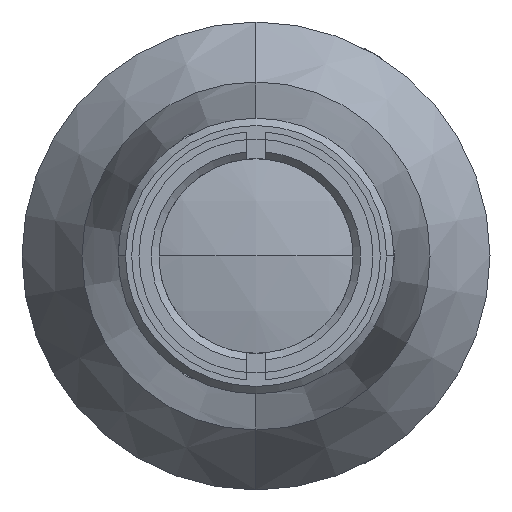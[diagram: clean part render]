
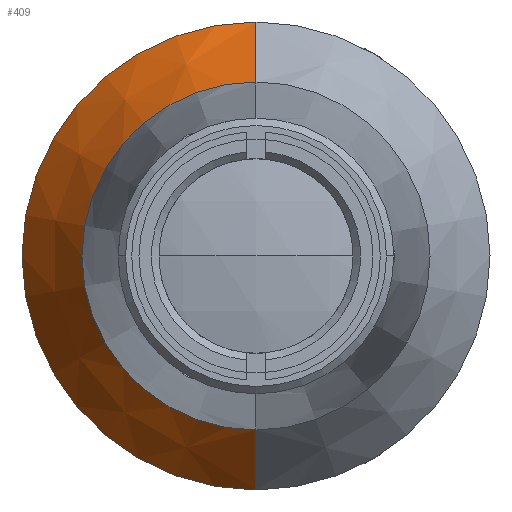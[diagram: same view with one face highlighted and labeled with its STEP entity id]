
A CAD part, left-side view. The second image highlights one B-rep face of the part: STEP entity #409.
In plain terms, the highlighted conical face has half-angle 34.136 degrees and reference radius 32 mm.
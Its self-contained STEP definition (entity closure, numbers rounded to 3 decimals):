
#54 = AXIS2_PLACEMENT_3D ( 'NONE', #865, #3442, #1240 ) ;
#124 = ORIENTED_EDGE ( 'NONE', *, *, #3513, .F. ) ;
#323 = EDGE_CURVE ( 'NONE', #3543, #3742, #1688, .T. ) ;
#409 = ADVANCED_FACE ( 'NONE', ( #2940 ), #1737, .T. ) ;
#432 = AXIS2_PLACEMENT_3D ( 'NONE', #760, #1127, #2300 ) ;
#433 = DIRECTION ( 'NONE',  ( 0.828, 0., -0.561 ) ) ;
#475 = CARTESIAN_POINT ( 'NONE',  ( 140.667, 0., -32. ) ) ;
#538 = VECTOR ( 'NONE', #3178, 1000. ) ;
#760 = CARTESIAN_POINT ( 'NONE',  ( 140.667, 0., 0. ) ) ;
#865 = CARTESIAN_POINT ( 'NONE',  ( 128.572, 0., 0. ) ) ;
#1127 = DIRECTION ( 'NONE',  ( 1., 0., 0. ) ) ;
#1240 = DIRECTION ( 'NONE',  ( 0., 0., 1. ) ) ;
#1249 = EDGE_CURVE ( 'NONE', #1728, #3742, #4013, .T. ) ;
#1572 = EDGE_LOOP ( 'NONE', ( #124, #3211, #2573, #1991 ) ) ;
#1688 = LINE ( 'NONE', #2675, #3051 ) ;
#1728 = VERTEX_POINT ( 'NONE', #3690 ) ;
#1737 = CONICAL_SURFACE ( 'NONE', #432, 32., 0.596 ) ;
#1991 = ORIENTED_EDGE ( 'NONE', *, *, #323, .F. ) ;
#2012 = CIRCLE ( 'NONE', #54, 23.8 ) ;
#2237 = CARTESIAN_POINT ( 'NONE',  ( 140.667, 0., 32. ) ) ;
#2300 = DIRECTION ( 'NONE',  ( 0., 0., -1. ) ) ;
#2454 = CARTESIAN_POINT ( 'NONE',  ( 140.667, 0., 0. ) ) ;
#2573 = ORIENTED_EDGE ( 'NONE', *, *, #1249, .T. ) ;
#2675 = CARTESIAN_POINT ( 'NONE',  ( 140.667, 0., -32. ) ) ;
#2778 = DIRECTION ( 'NONE',  ( -1., 0., 0. ) ) ;
#2786 = EDGE_CURVE ( 'NONE', #3023, #1728, #3456, .T. ) ;
#2931 = AXIS2_PLACEMENT_3D ( 'NONE', #2454, #2778, #3360 ) ;
#2940 = FACE_OUTER_BOUND ( 'NONE', #1572, .T. ) ;
#3023 = VERTEX_POINT ( 'NONE', #3972 ) ;
#3051 = VECTOR ( 'NONE', #433, 1000. ) ;
#3178 = DIRECTION ( 'NONE',  ( 0.828, 0., 0.561 ) ) ;
#3211 = ORIENTED_EDGE ( 'NONE', *, *, #2786, .T. ) ;
#3360 = DIRECTION ( 'NONE',  ( 0., 0., 1. ) ) ;
#3442 = DIRECTION ( 'NONE',  ( -1., 0., 0. ) ) ;
#3456 = LINE ( 'NONE', #2237, #538 ) ;
#3513 = EDGE_CURVE ( 'NONE', #3023, #3543, #2012, .T. ) ;
#3543 = VERTEX_POINT ( 'NONE', #3966 ) ;
#3690 = CARTESIAN_POINT ( 'NONE',  ( 140.667, 0., 32. ) ) ;
#3742 = VERTEX_POINT ( 'NONE', #475 ) ;
#3966 = CARTESIAN_POINT ( 'NONE',  ( 128.572, 0., -23.8 ) ) ;
#3972 = CARTESIAN_POINT ( 'NONE',  ( 128.572, 0., 23.8 ) ) ;
#4013 = CIRCLE ( 'NONE', #2931, 32. ) ;
